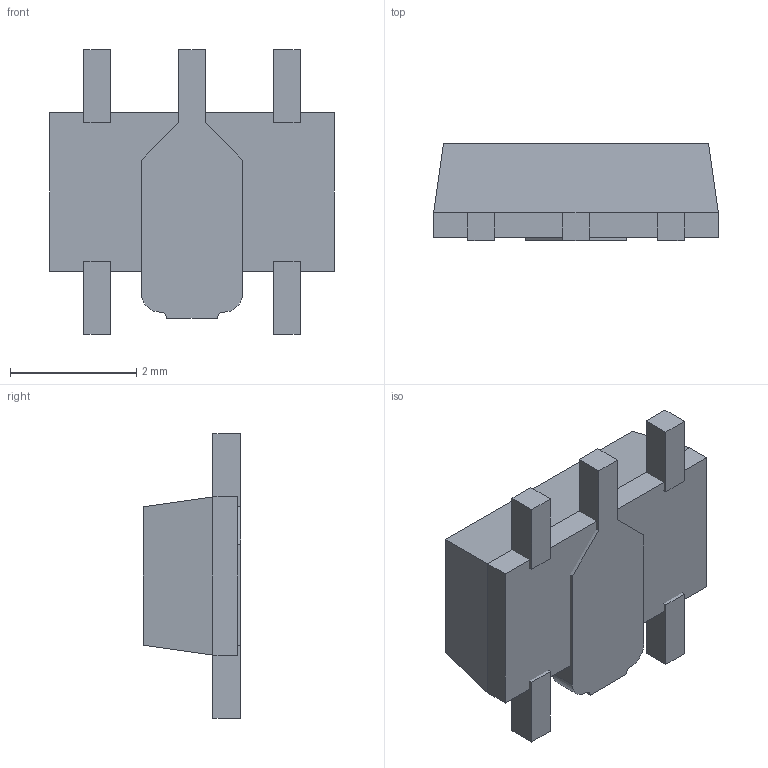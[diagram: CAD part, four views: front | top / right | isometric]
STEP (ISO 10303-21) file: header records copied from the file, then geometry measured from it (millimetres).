
FILE_DESCRIPTION (( 'STEP AP214' ), '1' );
FILE_NAME ('52F8FAAB-96FE-41F1-9493-AF4114E9CC27.STEP', '2022-09-08T03:34:16', ( '' ), ( '' ), 'SwSTEP 2.0', 'SolidWorks 2022', '' );
FILE_SCHEMA (( 'AUTOMOTIVE_DESIGN' ));
Length unit declared in the file: millimetre
Products named in the file (1): 52F8FAAB-96FE-41F1-9493-AF4114E9CC27
Bounding box: 4.5 x 1.54 x 4.5 mm (x, y, z)
Volume: 18.6 mm3; surface area: 64.9 mm2
Topology: 6 solids, 6 shells, 51 faces, 110 edges, 72 vertices
Faces by surface type: plane 45, cylinder 6
Entity records: 2004 total; most frequent: CARTESIAN_POINT 234, DIRECTION 226, ORIENTED_EDGE 220, EDGE_CURVE 110, VECTOR 98, LINE 98, VERTEX_POINT 72, AXIS2_PLACEMENT_3D 64
